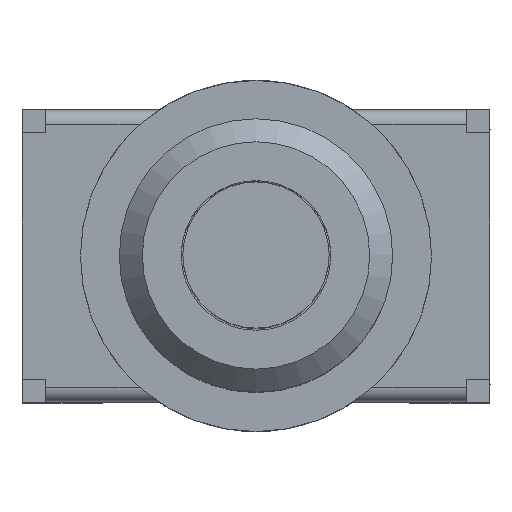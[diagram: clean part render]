
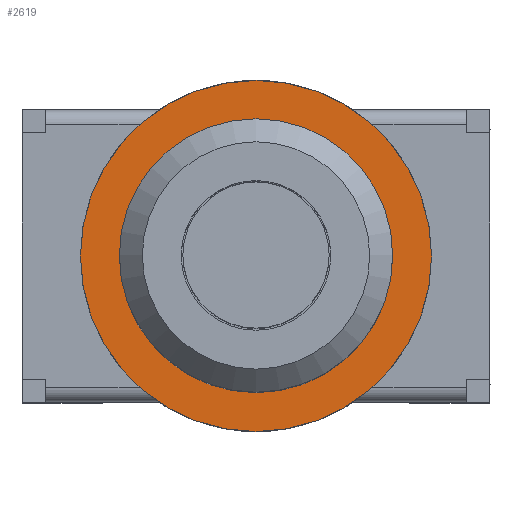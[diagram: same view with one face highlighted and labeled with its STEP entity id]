
A CAD part, top view. The second image highlights one B-rep face of the part: STEP entity #2619.
In plain terms, the highlighted planar face has unit normal (0, 0, 1).
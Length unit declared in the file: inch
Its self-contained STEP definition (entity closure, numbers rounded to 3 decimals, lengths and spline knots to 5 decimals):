
#79=FACE_BOUND('',#316,.T.);
#112=CIRCLE('',#2790,0.0935);
#115=CIRCLE('',#2796,0.12008);
#168=FACE_OUTER_BOUND('',#315,.T.);
#315=EDGE_LOOP('',(#1746));
#316=EDGE_LOOP('',(#1747));
#1067=VERTEX_POINT('',#3700);
#1070=VERTEX_POINT('',#3711);
#1328=EDGE_CURVE('',#1067,#1067,#112,.T.);
#1332=EDGE_CURVE('',#1070,#1070,#115,.T.);
#1746=ORIENTED_EDGE('',*,*,#1332,.F.);
#1747=ORIENTED_EDGE('',*,*,#1328,.T.);
#2505=PLANE('',#2795);
#2619=ADVANCED_FACE('',(#168,#79),#2505,.F.);
#2790=AXIS2_PLACEMENT_3D('',#3702,#3015,#3016);
#2795=AXIS2_PLACEMENT_3D('',#3710,#3026,#3027);
#2796=AXIS2_PLACEMENT_3D('',#3712,#3028,#3029);
#3015=DIRECTION('center_axis',(0.,0.,
-1.));
#3016=DIRECTION('ref_axis',(1.,0.,0.));
#3026=DIRECTION('center_axis',(0.,0.,
-1.));
#3027=DIRECTION('ref_axis',(1.,0.,0.));
#3028=DIRECTION('center_axis',(0.,0.,
-1.));
#3029=DIRECTION('ref_axis',(1.,0.,0.));
#3700=CARTESIAN_POINT('',(-0.0935,0.,0.30866));
#3702=CARTESIAN_POINT('Origin',(0.,0.,
0.30866));
#3710=CARTESIAN_POINT('Origin',(0.,0.,
0.30866));
#3711=CARTESIAN_POINT('',(-0.12008,0.,0.30866));
#3712=CARTESIAN_POINT('Origin',(0.,0.,
0.30866));
